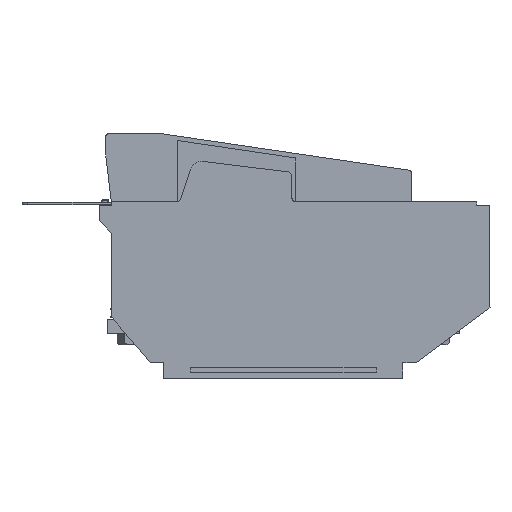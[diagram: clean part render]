
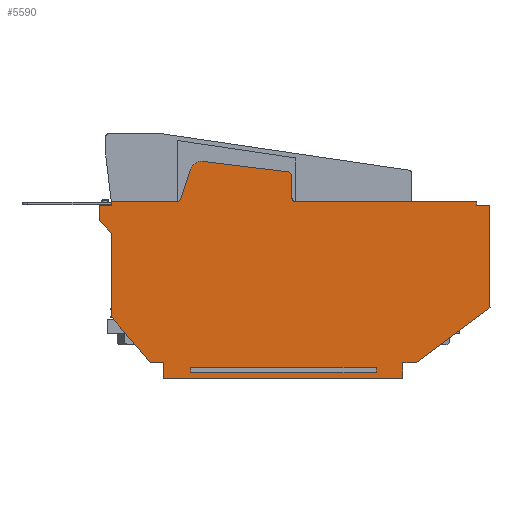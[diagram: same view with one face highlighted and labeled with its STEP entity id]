
A CAD part, front view. The second image highlights one B-rep face of the part: STEP entity #5590.
In plain terms, the highlighted planar face has unit normal (0, -1, 0).
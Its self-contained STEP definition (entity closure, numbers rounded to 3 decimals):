
#3465=AXIS2_PLACEMENT_3D('Circle Axis2P3D',#3463,#3464,$) ;
#3547=AXIS2_PLACEMENT_3D('Circle Axis2P3D',#3545,#3546,$) ;
#3613=AXIS2_PLACEMENT_3D('Circle Axis2P3D',#3611,#3612,$) ;
#3686=AXIS2_PLACEMENT_3D('Circle Axis2P3D',#3684,#3685,$) ;
#5556=AXIS2_PLACEMENT_3D('Plane Axis2P3D',#5553,#5554,#5555) ;
#1284=CARTESIAN_POINT('Vertex',(14.,-54.,107.)) ;
#1326=CARTESIAN_POINT('Vertex',(0.,-54.,107.)) ;
#1329=CARTESIAN_POINT('Line Origine',(7.,-54.,107.)) ;
#1412=CARTESIAN_POINT('Line Origine',(14.,-54.,113.)) ;
#1416=CARTESIAN_POINT('Vertex',(14.,-54.,119.)) ;
#1604=CARTESIAN_POINT('Vertex',(0.,-54.,-107.)) ;
#1607=CARTESIAN_POINT('Line Origine',(0.,-54.,0.)) ;
#1753=CARTESIAN_POINT('Line Origine',(34.5,-54.,136.5)) ;
#1757=CARTESIAN_POINT('Vertex',(55.,-54.,154.)) ;
#1784=CARTESIAN_POINT('Line Origine',(92.5,-54.,154.)) ;
#1788=CARTESIAN_POINT('Vertex',(130.,-54.,154.)) ;
#1843=CARTESIAN_POINT('Line Origine',(156.5,-54.,154.)) ;
#1847=CARTESIAN_POINT('Vertex',(155.,-54.,154.)) ;
#1849=CARTESIAN_POINT('Vertex',(158.,-54.,154.)) ;
#2028=CARTESIAN_POINT('Vertex',(14.,-54.,-107.)) ;
#2031=CARTESIAN_POINT('Line Origine',(7.,-54.,-107.)) ;
#3306=CARTESIAN_POINT('Line Origine',(135.5,-54.,159.5)) ;
#3310=CARTESIAN_POINT('Vertex',(141.,-54.,165.)) ;
#3340=CARTESIAN_POINT('Line Origine',(148.,-54.,165.)) ;
#3344=CARTESIAN_POINT('Vertex',(155.,-54.,165.)) ;
#3373=CARTESIAN_POINT('Line Origine',(155.,-54.,159.5)) ;
#3423=CARTESIAN_POINT('Line Origine',(158.,-54.,124.75)) ;
#3427=CARTESIAN_POINT('Vertex',(158.,-54.,95.5)) ;
#3463=CARTESIAN_POINT('Axis2P3D Location',(162.,-54.,95.5)) ;
#3467=CARTESIAN_POINT('Vertex',(160.764,-54.,91.696)) ;
#3498=CARTESIAN_POINT('Line Origine',(174.077,-54.,87.37)) ;
#3502=CARTESIAN_POINT('Vertex',(187.39,-54.,83.044)) ;
#3535=CARTESIAN_POINT('Vertex',(194.225,-54.,72.315)) ;
#3545=CARTESIAN_POINT('Axis2P3D Location',(184.3,-54.,73.534)) ;
#3564=CARTESIAN_POINT('Line Origine',(189.541,-54.,34.164)) ;
#3568=CARTESIAN_POINT('Vertex',(184.857,-54.,-3.987)) ;
#3601=CARTESIAN_POINT('Vertex',(180.886,-54.,-7.5)) ;
#3611=CARTESIAN_POINT('Axis2P3D Location',(180.886,-54.,-3.5)) ;
#3630=CARTESIAN_POINT('Line Origine',(171.443,-54.,-7.5)) ;
#3634=CARTESIAN_POINT('Vertex',(162.,-54.,-7.5)) ;
#3684=CARTESIAN_POINT('Axis2P3D Location',(162.,-54.,-11.5)) ;
#3688=CARTESIAN_POINT('Vertex',(158.,-54.,-11.5)) ;
#3712=CARTESIAN_POINT('Line Origine',(155.,-54.,-179.)) ;
#3716=CARTESIAN_POINT('Vertex',(155.,-54.,-173.)) ;
#3718=CARTESIAN_POINT('Vertex',(155.,-54.,-185.)) ;
#3772=CARTESIAN_POINT('Line Origine',(109.,-54.,-185.)) ;
#3776=CARTESIAN_POINT('Vertex',(63.,-54.,-185.)) ;
#3805=CARTESIAN_POINT('Line Origine',(38.5,-54.,-152.)) ;
#3809=CARTESIAN_POINT('Vertex',(14.,-54.,-119.)) ;
#3838=CARTESIAN_POINT('Line Origine',(14.,-54.,-113.)) ;
#3862=CARTESIAN_POINT('Line Origine',(5.5,-54.,0.)) ;
#3866=CARTESIAN_POINT('Vertex',(5.5,-54.,-83.)) ;
#3868=CARTESIAN_POINT('Vertex',(5.5,-54.,83.)) ;
#3913=CARTESIAN_POINT('Vertex',(9.5,-54.,-83.)) ;
#3923=CARTESIAN_POINT('Line Origine',(7.5,-54.,-83.)) ;
#3942=CARTESIAN_POINT('Line Origine',(9.5,-54.,0.)) ;
#3946=CARTESIAN_POINT('Vertex',(9.5,-54.,83.)) ;
#3985=CARTESIAN_POINT('Line Origine',(7.5,-54.,83.)) ;
#5445=CARTESIAN_POINT('Line Origine',(156.5,-54.,-173.)) ;
#5449=CARTESIAN_POINT('Vertex',(158.,-54.,-173.)) ;
#5480=CARTESIAN_POINT('Line Origine',(158.,-54.,-92.25)) ;
#5553=CARTESIAN_POINT('Axis2P3D Location',(0.,-54.,0.)) ;
#1330=DIRECTION('Vector Direction',(-1.,0.,0.)) ;
#1413=DIRECTION('Vector Direction',(0.,0.,1.)) ;
#1608=DIRECTION('Vector Direction',(0.,0.,-1.)) ;
#1754=DIRECTION('Vector Direction',(0.761,0.,0.649)) ;
#1785=DIRECTION('Vector Direction',(1.,0.,0.)) ;
#1844=DIRECTION('Vector Direction',(1.,0.,0.)) ;
#2032=DIRECTION('Vector Direction',(1.,0.,0.)) ;
#3307=DIRECTION('Vector Direction',(0.707,0.,0.707)) ;
#3341=DIRECTION('Vector Direction',(1.,0.,0.)) ;
#3374=DIRECTION('Vector Direction',(0.,0.,-1.)) ;
#3424=DIRECTION('Vector Direction',(0.,0.,-1.)) ;
#3464=DIRECTION('Axis2P3D Direction',(0.,-1.,0.)) ;
#3499=DIRECTION('Vector Direction',(-0.951,0.,0.309)) ;
#3546=DIRECTION('Axis2P3D Direction',(0.,-1.,0.)) ;
#3565=DIRECTION('Vector Direction',(0.122,0.,0.993)) ;
#3612=DIRECTION('Axis2P3D Direction',(0.,-1.,0.)) ;
#3631=DIRECTION('Vector Direction',(1.,0.,0.)) ;
#3685=DIRECTION('Axis2P3D Direction',(0.,-1.,0.)) ;
#3713=DIRECTION('Vector Direction',(0.,0.,-1.)) ;
#3773=DIRECTION('Vector Direction',(-1.,0.,0.)) ;
#3806=DIRECTION('Vector Direction',(-0.596,0.,0.803)) ;
#3839=DIRECTION('Vector Direction',(0.,0.,1.)) ;
#3863=DIRECTION('Vector Direction',(0.,0.,1.)) ;
#3924=DIRECTION('Vector Direction',(1.,0.,0.)) ;
#3943=DIRECTION('Vector Direction',(0.,0.,-1.)) ;
#3986=DIRECTION('Vector Direction',(-1.,0.,0.)) ;
#5446=DIRECTION('Vector Direction',(-1.,0.,0.)) ;
#5481=DIRECTION('Vector Direction',(0.,0.,-1.)) ;
#5554=DIRECTION('Axis2P3D Direction',(0.,1.,0.)) ;
#5555=DIRECTION('Axis2P3D XDirection',(0.,0.,1.)) ;
#1331=VECTOR('Line Direction',#1330,1.) ;
#1414=VECTOR('Line Direction',#1413,1.) ;
#1609=VECTOR('Line Direction',#1608,1.) ;
#1755=VECTOR('Line Direction',#1754,1.) ;
#1786=VECTOR('Line Direction',#1785,1.) ;
#1845=VECTOR('Line Direction',#1844,1.) ;
#2033=VECTOR('Line Direction',#2032,1.) ;
#3308=VECTOR('Line Direction',#3307,1.) ;
#3342=VECTOR('Line Direction',#3341,1.) ;
#3375=VECTOR('Line Direction',#3374,1.) ;
#3425=VECTOR('Line Direction',#3424,1.) ;
#3500=VECTOR('Line Direction',#3499,1.) ;
#3566=VECTOR('Line Direction',#3565,1.) ;
#3632=VECTOR('Line Direction',#3631,1.) ;
#3714=VECTOR('Line Direction',#3713,1.) ;
#3774=VECTOR('Line Direction',#3773,1.) ;
#3807=VECTOR('Line Direction',#3806,1.) ;
#3840=VECTOR('Line Direction',#3839,1.) ;
#3864=VECTOR('Line Direction',#3863,1.) ;
#3925=VECTOR('Line Direction',#3924,1.) ;
#3944=VECTOR('Line Direction',#3943,1.) ;
#3987=VECTOR('Line Direction',#3986,1.) ;
#5447=VECTOR('Line Direction',#5446,1.) ;
#5482=VECTOR('Line Direction',#5481,1.) ;
#5559=ORIENTED_EDGE('',*,*,#1611,.T.) ;
#5560=ORIENTED_EDGE('',*,*,#2035,.T.) ;
#5561=ORIENTED_EDGE('',*,*,#3842,.F.) ;
#5562=ORIENTED_EDGE('',*,*,#3811,.F.) ;
#5563=ORIENTED_EDGE('',*,*,#3778,.F.) ;
#5564=ORIENTED_EDGE('',*,*,#3720,.F.) ;
#5565=ORIENTED_EDGE('',*,*,#5451,.F.) ;
#5566=ORIENTED_EDGE('',*,*,#5484,.F.) ;
#5567=ORIENTED_EDGE('',*,*,#3690,.T.) ;
#5568=ORIENTED_EDGE('',*,*,#3636,.T.) ;
#5569=ORIENTED_EDGE('',*,*,#3615,.F.) ;
#5570=ORIENTED_EDGE('',*,*,#3570,.T.) ;
#5571=ORIENTED_EDGE('',*,*,#3549,.F.) ;
#5572=ORIENTED_EDGE('',*,*,#3504,.T.) ;
#5573=ORIENTED_EDGE('',*,*,#3469,.T.) ;
#5574=ORIENTED_EDGE('',*,*,#3429,.F.) ;
#5575=ORIENTED_EDGE('',*,*,#1851,.F.) ;
#5576=ORIENTED_EDGE('',*,*,#3377,.F.) ;
#5577=ORIENTED_EDGE('',*,*,#3346,.F.) ;
#5578=ORIENTED_EDGE('',*,*,#3312,.F.) ;
#5579=ORIENTED_EDGE('',*,*,#1790,.F.) ;
#5580=ORIENTED_EDGE('',*,*,#1759,.F.) ;
#5581=ORIENTED_EDGE('',*,*,#1418,.F.) ;
#5582=ORIENTED_EDGE('',*,*,#1333,.T.) ;
#5585=ORIENTED_EDGE('',*,*,#3989,.F.) ;
#5586=ORIENTED_EDGE('',*,*,#3948,.T.) ;
#5587=ORIENTED_EDGE('',*,*,#3927,.F.) ;
#5588=ORIENTED_EDGE('',*,*,#3870,.T.) ;
#5589=FACE_BOUND('',#5584,.T.) ;
#5590=ADVANCED_FACE('Hauptkoerper nicht benutzen',(#5583,#5589),#5557,.F.) ;
#3466=CIRCLE('generated circle',#3465,4.) ;
#3548=CIRCLE('generated circle',#3547,10.) ;
#3614=CIRCLE('generated circle',#3613,4.) ;
#3687=CIRCLE('generated circle',#3686,4.) ;
#1333=EDGE_CURVE('',#1285,#1327,#1332,.T.) ;
#1418=EDGE_CURVE('',#1285,#1417,#1415,.T.) ;
#1611=EDGE_CURVE('',#1327,#1605,#1610,.T.) ;
#1759=EDGE_CURVE('',#1417,#1758,#1756,.T.) ;
#1790=EDGE_CURVE('',#1758,#1789,#1787,.T.) ;
#1851=EDGE_CURVE('',#1848,#1850,#1846,.T.) ;
#2035=EDGE_CURVE('',#1605,#2029,#2034,.T.) ;
#3312=EDGE_CURVE('',#1789,#3311,#3309,.T.) ;
#3346=EDGE_CURVE('',#3311,#3345,#3343,.T.) ;
#3377=EDGE_CURVE('',#3345,#1848,#3376,.T.) ;
#3429=EDGE_CURVE('',#1850,#3428,#3426,.T.) ;
#3469=EDGE_CURVE('',#3468,#3428,#3466,.F.) ;
#3504=EDGE_CURVE('',#3503,#3468,#3501,.T.) ;
#3549=EDGE_CURVE('',#3503,#3536,#3548,.F.) ;
#3570=EDGE_CURVE('',#3569,#3536,#3567,.T.) ;
#3615=EDGE_CURVE('',#3569,#3602,#3614,.F.) ;
#3636=EDGE_CURVE('',#3635,#3602,#3633,.T.) ;
#3690=EDGE_CURVE('',#3689,#3635,#3687,.F.) ;
#3720=EDGE_CURVE('',#3717,#3719,#3715,.T.) ;
#3778=EDGE_CURVE('',#3719,#3777,#3775,.T.) ;
#3811=EDGE_CURVE('',#3777,#3810,#3808,.T.) ;
#3842=EDGE_CURVE('',#3810,#2029,#3841,.T.) ;
#3870=EDGE_CURVE('',#3867,#3869,#3865,.T.) ;
#3927=EDGE_CURVE('',#3867,#3914,#3926,.T.) ;
#3948=EDGE_CURVE('',#3947,#3914,#3945,.T.) ;
#3989=EDGE_CURVE('',#3947,#3869,#3988,.T.) ;
#5451=EDGE_CURVE('',#5450,#3717,#5448,.T.) ;
#5484=EDGE_CURVE('',#3689,#5450,#5483,.T.) ;
#5558=EDGE_LOOP('',(#5559,#5560,#5561,#5562,#5563,#5564,#5565,#5566,#5567,#5568,#5569,#5570,#5571,#5572,#5573,#5574,#5575,#5576,#5577,#5578,#5579,#5580,#5581,#5582)) ;
#5584=EDGE_LOOP('',(#5585,#5586,#5587,#5588)) ;
#5583=FACE_OUTER_BOUND('',#5558,.T.) ;
#1332=LINE('Line',#1329,#1331) ;
#1415=LINE('Line',#1412,#1414) ;
#1610=LINE('Line',#1607,#1609) ;
#1756=LINE('Line',#1753,#1755) ;
#1787=LINE('Line',#1784,#1786) ;
#1846=LINE('Line',#1843,#1845) ;
#2034=LINE('Line',#2031,#2033) ;
#3309=LINE('Line',#3306,#3308) ;
#3343=LINE('Line',#3340,#3342) ;
#3376=LINE('Line',#3373,#3375) ;
#3426=LINE('Line',#3423,#3425) ;
#3501=LINE('Line',#3498,#3500) ;
#3567=LINE('Line',#3564,#3566) ;
#3633=LINE('Line',#3630,#3632) ;
#3715=LINE('Line',#3712,#3714) ;
#3775=LINE('Line',#3772,#3774) ;
#3808=LINE('Line',#3805,#3807) ;
#3841=LINE('Line',#3838,#3840) ;
#3865=LINE('Line',#3862,#3864) ;
#3926=LINE('Line',#3923,#3925) ;
#3945=LINE('Line',#3942,#3944) ;
#3988=LINE('Line',#3985,#3987) ;
#5448=LINE('Line',#5445,#5447) ;
#5483=LINE('Line',#5480,#5482) ;
#5557=PLANE('Plane',#5556) ;
#1285=VERTEX_POINT('',#1284) ;
#1327=VERTEX_POINT('',#1326) ;
#1417=VERTEX_POINT('',#1416) ;
#1605=VERTEX_POINT('',#1604) ;
#1758=VERTEX_POINT('',#1757) ;
#1789=VERTEX_POINT('',#1788) ;
#1848=VERTEX_POINT('',#1847) ;
#1850=VERTEX_POINT('',#1849) ;
#2029=VERTEX_POINT('',#2028) ;
#3311=VERTEX_POINT('',#3310) ;
#3345=VERTEX_POINT('',#3344) ;
#3428=VERTEX_POINT('',#3427) ;
#3468=VERTEX_POINT('',#3467) ;
#3503=VERTEX_POINT('',#3502) ;
#3536=VERTEX_POINT('',#3535) ;
#3569=VERTEX_POINT('',#3568) ;
#3602=VERTEX_POINT('',#3601) ;
#3635=VERTEX_POINT('',#3634) ;
#3689=VERTEX_POINT('',#3688) ;
#3717=VERTEX_POINT('',#3716) ;
#3719=VERTEX_POINT('',#3718) ;
#3777=VERTEX_POINT('',#3776) ;
#3810=VERTEX_POINT('',#3809) ;
#3867=VERTEX_POINT('',#3866) ;
#3869=VERTEX_POINT('',#3868) ;
#3914=VERTEX_POINT('',#3913) ;
#3947=VERTEX_POINT('',#3946) ;
#5450=VERTEX_POINT('',#5449) ;
